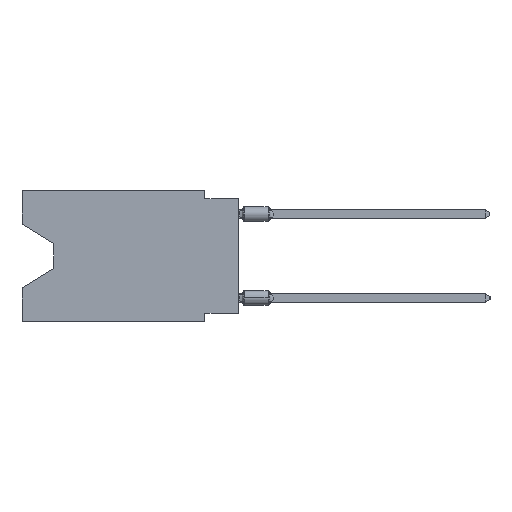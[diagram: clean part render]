
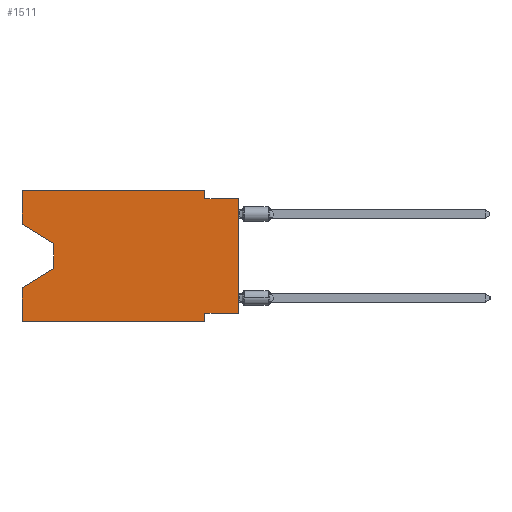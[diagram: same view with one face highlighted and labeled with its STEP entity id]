
A CAD part, left-side view. The second image highlights one B-rep face of the part: STEP entity #1511.
In plain terms, the highlighted planar face has unit normal (-1, 0, 0).
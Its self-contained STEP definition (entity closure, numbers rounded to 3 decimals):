
#949 = CARTESIAN_POINT ( 'NONE',  ( 0., 16.383, -7.36 ) ) ;
#1005 = VECTOR ( 'NONE', #25713, 1000. ) ;
#1293 = EDGE_CURVE ( 'NONE', #30767, #2374, #30398, .T. ) ;
#1317 = VECTOR ( 'NONE', #17209, 1000. ) ;
#1511 = ADVANCED_FACE ( 'NONE', ( #11283 ), #20667, .F. ) ;
#2160 = DIRECTION ( 'NONE',  ( 0., 0., 1. ) ) ;
#2374 = VERTEX_POINT ( 'NONE', #62642 ) ;
#2482 = CARTESIAN_POINT ( 'NONE',  ( 0., 13.97, -5.893 ) ) ;
#3188 = CARTESIAN_POINT ( 'NONE',  ( 0., 0., -0.635 ) ) ;
#3501 = CARTESIAN_POINT ( 'NONE',  ( 0., 2.54, -9.271 ) ) ;
#3711 = ORIENTED_EDGE ( 'NONE', *, *, #26823, .T. ) ;
#5213 = CARTESIAN_POINT ( 'NONE',  ( 0., 0., -9.271 ) ) ;
#5770 = AXIS2_PLACEMENT_3D ( 'NONE', #41107, #57202, #35755 ) ;
#7998 = EDGE_CURVE ( 'NONE', #2374, #60708, #27319, .T. ) ;
#8713 = VECTOR ( 'NONE', #41354, 1000. ) ;
#8808 = VECTOR ( 'NONE', #2160, 1000. ) ;
#9049 = VERTEX_POINT ( 'NONE', #49929 ) ;
#11283 = FACE_OUTER_BOUND ( 'NONE', #62461, .T. ) ;
#11442 = ORIENTED_EDGE ( 'NONE', *, *, #17014, .F. ) ;
#13530 = VERTEX_POINT ( 'NONE', #46728 ) ;
#13704 = EDGE_CURVE ( 'NONE', #51274, #60804, #28593, .T. ) ;
#13917 = CARTESIAN_POINT ( 'NONE',  ( 0., 13.97, -5.893 ) ) ;
#13918 = ORIENTED_EDGE ( 'NONE', *, *, #18277, .F. ) ;
#14666 = CARTESIAN_POINT ( 'NONE',  ( 0., 16.383, 0. ) ) ;
#14669 = CARTESIAN_POINT ( 'NONE',  ( 0., 13.97, -4.013 ) ) ;
#15966 = CARTESIAN_POINT ( 'NONE',  ( 0., 16.383, -9.906 ) ) ;
#17014 = EDGE_CURVE ( 'NONE', #24425, #56347, #41691, .T. ) ;
#17209 = DIRECTION ( 'NONE',  ( 0., 0.855, -0.519 ) ) ;
#17455 = EDGE_CURVE ( 'NONE', #65671, #60804, #37838, .T. ) ;
#17506 = VECTOR ( 'NONE', #19022, 1000. ) ;
#17619 = CARTESIAN_POINT ( 'NONE',  ( 0., 16.383, -2.546 ) ) ;
#18277 = EDGE_CURVE ( 'NONE', #13530, #40788, #18551, .T. ) ;
#18551 = LINE ( 'NONE', #44027, #8808 ) ;
#18856 = CARTESIAN_POINT ( 'NONE',  ( 0., 2.54, 0. ) ) ;
#19022 = DIRECTION ( 'NONE',  ( 0., 0., -1. ) ) ;
#20347 = LINE ( 'NONE', #14666, #1005 ) ;
#20667 = PLANE ( 'NONE',  #5770 ) ;
#21511 = LINE ( 'NONE', #56708, #33638 ) ;
#21875 = ORIENTED_EDGE ( 'NONE', *, *, #1293, .F. ) ;
#24425 = VERTEX_POINT ( 'NONE', #44298 ) ;
#25713 = DIRECTION ( 'NONE',  ( 0., -1., 0. ) ) ;
#26059 = LINE ( 'NONE', #63813, #27146 ) ;
#26823 = EDGE_CURVE ( 'NONE', #13530, #52240, #54805, .T. ) ;
#27146 = VECTOR ( 'NONE', #58806, 1000. ) ;
#27319 = LINE ( 'NONE', #3188, #57564 ) ;
#28593 = LINE ( 'NONE', #2482, #1317 ) ;
#29052 = VECTOR ( 'NONE', #54365, 1000. ) ;
#30398 = LINE ( 'NONE', #59583, #17506 ) ;
#30767 = VERTEX_POINT ( 'NONE', #18856 ) ;
#33638 = VECTOR ( 'NONE', #62063, 1000. ) ;
#33680 = DIRECTION ( 'NONE',  ( 0., -1., 0. ) ) ;
#35755 = DIRECTION ( 'NONE',  ( 0., 0., -1. ) ) ;
#36778 = EDGE_CURVE ( 'NONE', #52240, #51274, #44618, .T. ) ;
#37104 = ORIENTED_EDGE ( 'NONE', *, *, #7998, .F. ) ;
#37838 = LINE ( 'NONE', #52943, #48369 ) ;
#40788 = VERTEX_POINT ( 'NONE', #42563 ) ;
#41107 = CARTESIAN_POINT ( 'NONE',  ( 0., 16.383, 0. ) ) ;
#41354 = DIRECTION ( 'NONE',  ( 0., 1., 0. ) ) ;
#41691 = LINE ( 'NONE', #5213, #8713 ) ;
#42563 = CARTESIAN_POINT ( 'NONE',  ( 0., 16.383, 0. ) ) ;
#44027 = CARTESIAN_POINT ( 'NONE',  ( 0., 16.383, 0. ) ) ;
#44298 = CARTESIAN_POINT ( 'NONE',  ( 0., 0., -9.271 ) ) ;
#44618 = LINE ( 'NONE', #58735, #29052 ) ;
#44876 = VECTOR ( 'NONE', #48458, 1000. ) ;
#45509 = DIRECTION ( 'NONE',  ( 0., 0., -1. ) ) ;
#45532 = CARTESIAN_POINT ( 'NONE',  ( 0., 0., -0.635 ) ) ;
#45837 = CARTESIAN_POINT ( 'NONE',  ( 0., 2.54, -9.906 ) ) ;
#45917 = VECTOR ( 'NONE', #45509, 1000. ) ;
#46728 = CARTESIAN_POINT ( 'NONE',  ( 0., 16.383, -2.546 ) ) ;
#48369 = VECTOR ( 'NONE', #58285, 1000. ) ;
#48458 = DIRECTION ( 'NONE',  ( 0., -0.855, -0.519 ) ) ;
#49929 = CARTESIAN_POINT ( 'NONE',  ( 0., 2.54, -9.906 ) ) ;
#49967 = EDGE_CURVE ( 'NONE', #24425, #60708, #26059, .T. ) ;
#51044 = ORIENTED_EDGE ( 'NONE', *, *, #49967, .T. ) ;
#51210 = LINE ( 'NONE', #45837, #45917 ) ;
#51274 = VERTEX_POINT ( 'NONE', #13917 ) ;
#52240 = VERTEX_POINT ( 'NONE', #14669 ) ;
#52943 = CARTESIAN_POINT ( 'NONE',  ( 0., 16.383, 0. ) ) ;
#53178 = ORIENTED_EDGE ( 'NONE', *, *, #57826, .F. ) ;
#53315 = ORIENTED_EDGE ( 'NONE', *, *, #36778, .T. ) ;
#54365 = DIRECTION ( 'NONE',  ( 0., 0., -1. ) ) ;
#54805 = LINE ( 'NONE', #17619, #44876 ) ;
#56347 = VERTEX_POINT ( 'NONE', #3501 ) ;
#56697 = ORIENTED_EDGE ( 'NONE', *, *, #62802, .T. ) ;
#56708 = CARTESIAN_POINT ( 'NONE',  ( 0., 16.383, -9.906 ) ) ;
#57202 = DIRECTION ( 'NONE',  ( 1., 0., 0. ) ) ;
#57564 = VECTOR ( 'NONE', #33680, 1000. ) ;
#57779 = EDGE_CURVE ( 'NONE', #40788, #30767, #20347, .T. ) ;
#57826 = EDGE_CURVE ( 'NONE', #56347, #9049, #51210, .T. ) ;
#58285 = DIRECTION ( 'NONE',  ( 0., 0., 1. ) ) ;
#58735 = CARTESIAN_POINT ( 'NONE',  ( 0., 13.97, -4.013 ) ) ;
#58806 = DIRECTION ( 'NONE',  ( 0., 0., 1. ) ) ;
#59583 = CARTESIAN_POINT ( 'NONE',  ( 0., 2.54, 0. ) ) ;
#60391 = ORIENTED_EDGE ( 'NONE', *, *, #17455, .F. ) ;
#60708 = VERTEX_POINT ( 'NONE', #45532 ) ;
#60804 = VERTEX_POINT ( 'NONE', #949 ) ;
#61725 = ORIENTED_EDGE ( 'NONE', *, *, #57779, .F. ) ;
#62063 = DIRECTION ( 'NONE',  ( 0., -1., 0. ) ) ;
#62461 = EDGE_LOOP ( 'NONE', ( #3711, #53315, #63449, #60391, #56697, #53178, #11442, #51044, #37104, #21875, #61725, #13918 ) ) ;
#62642 = CARTESIAN_POINT ( 'NONE',  ( 0., 2.54, -0.635 ) ) ;
#62802 = EDGE_CURVE ( 'NONE', #65671, #9049, #21511, .T. ) ;
#63449 = ORIENTED_EDGE ( 'NONE', *, *, #13704, .T. ) ;
#63813 = CARTESIAN_POINT ( 'NONE',  ( 0., 0., 0. ) ) ;
#65671 = VERTEX_POINT ( 'NONE', #15966 ) ;
